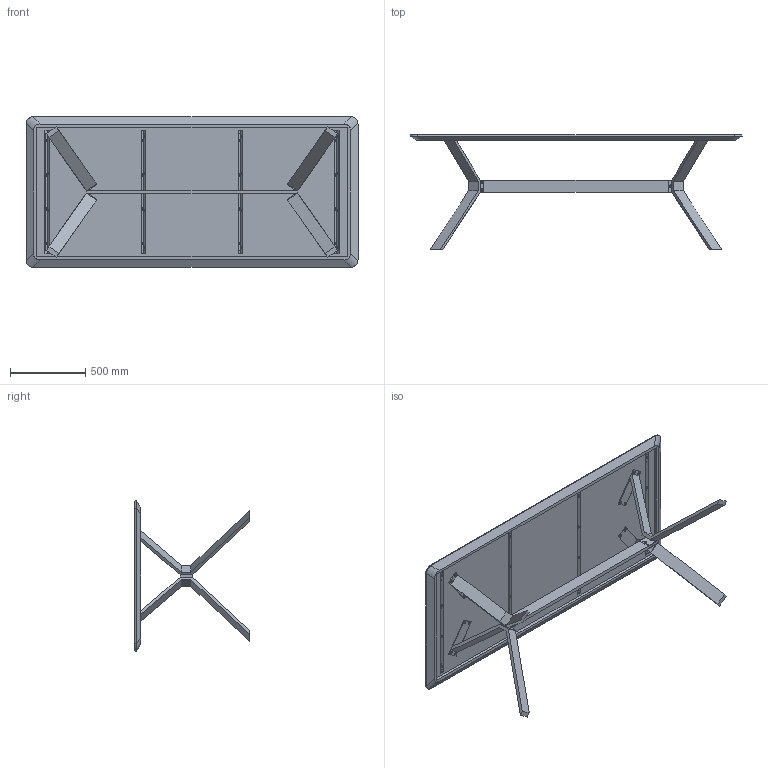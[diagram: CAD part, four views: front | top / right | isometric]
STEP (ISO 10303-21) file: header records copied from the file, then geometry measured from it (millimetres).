
FILE_DESCRIPTION (( 'STEP AP203' ), '1' );
FILE_NAME ('0. Arctic X - 220x100x76 - sklop.STEP', '2023-11-23T12:51:25', ( '' ), ( '' ), 'SwSTEP 2.0', 'SolidWorks 2023', '' );
FILE_SCHEMA (( 'CONFIG_CONTROL_DESIGN' ));
Products named in the file (1): 0. Arctic X - 220x100x76 - sklop
Bounding box: 2200 x 760 x 1000 mm (x, y, z)
Volume: 57260818.1 mm3; surface area: 6330755.6 mm2
Topology: 86 solids, 86 shells, 3127 faces, 7773 edges, 4813 vertices
Faces by surface type: plane 1339, cylinder 960, cone 434, torus 176, bspline 154, sphere 64
Entity records: 144060 total; most frequent: CARTESIAN_POINT 72964, ORIENTED_EDGE 15330, DIRECTION 14574, EDGE_CURVE 7665, AXIS2_PLACEMENT_3D 5607, VERTEX_POINT 4813, EDGE_LOOP 3382, LINE 3360
